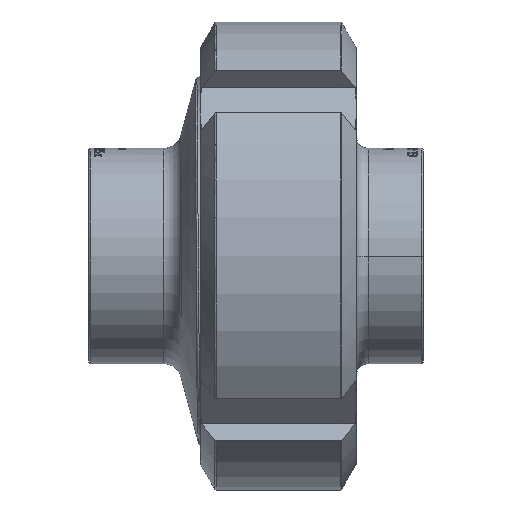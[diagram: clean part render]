
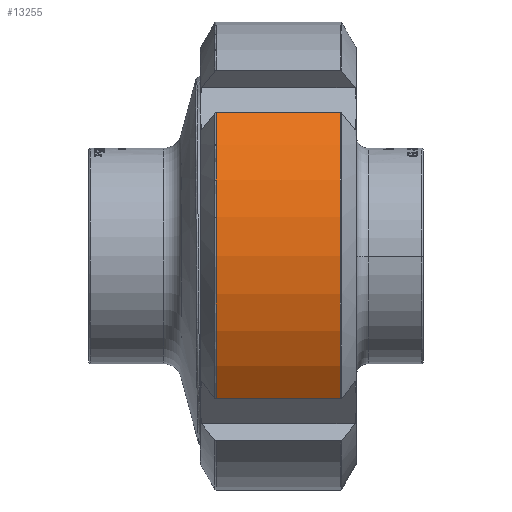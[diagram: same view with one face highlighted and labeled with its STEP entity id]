
A CAD part, top view. The second image highlights one B-rep face of the part: STEP entity #13255.
In plain terms, the highlighted cylindrical face has radius 31.5 mm (diameter 63 mm), a partial arc.
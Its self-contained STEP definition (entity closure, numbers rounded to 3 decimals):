
#3282 = CYLINDRICAL_SURFACE ( 'NONE', #30785, 31.5 ) ;
#3461 = VERTEX_POINT ( 'NONE', #47485 ) ;
#5469 = AXIS2_PLACEMENT_3D ( 'NONE', #8301, #51237, #7673 ) ;
#7104 = AXIS2_PLACEMENT_3D ( 'NONE', #9503, #22873, #35555 ) ;
#7634 = CARTESIAN_POINT ( 'NONE',  ( 7., 19.265, 24.922 ) ) ;
#7673 = DIRECTION ( 'NONE',  ( 0., -1., 0. ) ) ;
#8301 = CARTESIAN_POINT ( 'NONE',  ( 4.864, 0., 0. ) ) ;
#9503 = CARTESIAN_POINT ( 'NONE',  ( -11.864, 0., 0. ) ) ;
#10334 = DIRECTION ( 'NONE',  ( 0., 1., 0. ) ) ;
#10535 = ORIENTED_EDGE ( 'NONE', *, *, #15394, .T. ) ;
#13255 = ADVANCED_FACE ( 'NONE', ( #32025 ), #3282, .T. ) ;
#13753 = ORIENTED_EDGE ( 'NONE', *, *, #31493, .T. ) ;
#15394 = EDGE_CURVE ( 'NONE', #3461, #34272, #42013, .T. ) ;
#17462 = VECTOR ( 'NONE', #36084, 1000. ) ;
#22873 = DIRECTION ( 'NONE',  ( 1., 0., 0. ) ) ;
#23850 = VECTOR ( 'NONE', #29616, 1000. ) ;
#26141 = ORIENTED_EDGE ( 'NONE', *, *, #29655, .T. ) ;
#27683 = EDGE_LOOP ( 'NONE', ( #13753, #45082, #26141, #10535 ) ) ;
#29616 = DIRECTION ( 'NONE',  ( -1., 0., 0. ) ) ;
#29655 = EDGE_CURVE ( 'NONE', #43036, #3461, #35532, .T. ) ;
#30785 = AXIS2_PLACEMENT_3D ( 'NONE', #54294, #32515, #10334 ) ;
#31493 = EDGE_CURVE ( 'NONE', #34272, #47628, #55948, .T. ) ;
#31826 = CARTESIAN_POINT ( 'NONE',  ( 7., -19.265, 24.922 ) ) ;
#32025 = FACE_OUTER_BOUND ( 'NONE', #27683, .T. ) ;
#32515 = DIRECTION ( 'NONE',  ( 1., 0., 0. ) ) ;
#34272 = VERTEX_POINT ( 'NONE', #56097 ) ;
#34536 = CIRCLE ( 'NONE', #5469, 31.5 ) ;
#35532 = LINE ( 'NONE', #7634, #23850 ) ;
#35555 = DIRECTION ( 'NONE',  ( 0., -1., 0. ) ) ;
#36084 = DIRECTION ( 'NONE',  ( 1., 0., 0. ) ) ;
#42013 = CIRCLE ( 'NONE', #7104, 31.5 ) ;
#43036 = VERTEX_POINT ( 'NONE', #47075 ) ;
#43733 = EDGE_CURVE ( 'NONE', #47628, #43036, #34536, .T. ) ;
#43858 = CARTESIAN_POINT ( 'NONE',  ( 4.864, -19.265, 24.922 ) ) ;
#45082 = ORIENTED_EDGE ( 'NONE', *, *, #43733, .T. ) ;
#47075 = CARTESIAN_POINT ( 'NONE',  ( 4.864, 19.265, 24.922 ) ) ;
#47485 = CARTESIAN_POINT ( 'NONE',  ( -11.864, 19.265, 24.922 ) ) ;
#47628 = VERTEX_POINT ( 'NONE', #43858 ) ;
#51237 = DIRECTION ( 'NONE',  ( -1., 0., 0. ) ) ;
#54294 = CARTESIAN_POINT ( 'NONE',  ( 7., 0., 0. ) ) ;
#55948 = LINE ( 'NONE', #31826, #17462 ) ;
#56097 = CARTESIAN_POINT ( 'NONE',  ( -11.864, -19.265, 24.922 ) ) ;
